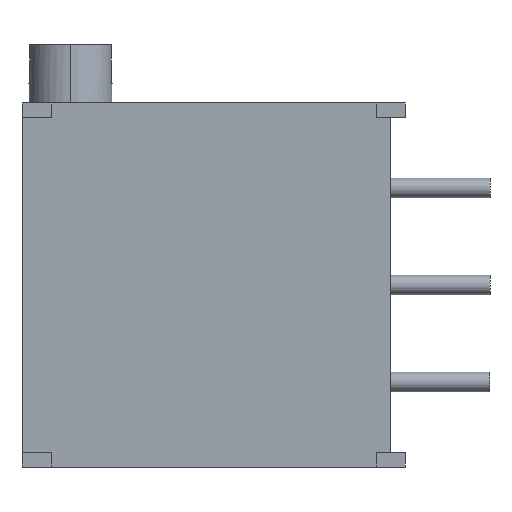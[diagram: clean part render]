
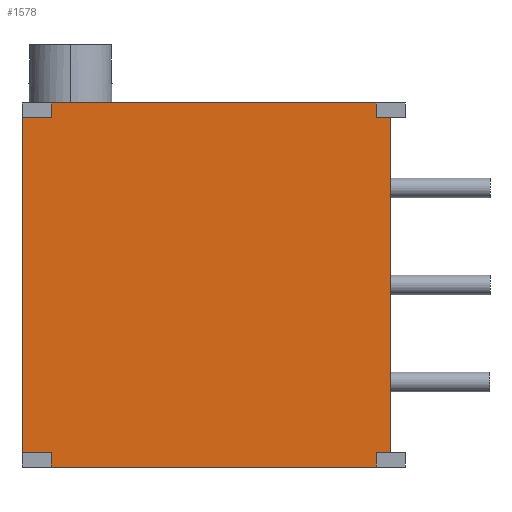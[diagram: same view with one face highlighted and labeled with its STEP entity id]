
A CAD part, left-side view. The second image highlights one B-rep face of the part: STEP entity #1578.
In plain terms, the highlighted planar face has unit normal (-1, 0, 0).
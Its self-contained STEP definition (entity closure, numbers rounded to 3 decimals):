
#7 = EDGE_CURVE ( 'NONE', #919, #378, #339, .T. ) ;
#26 = VECTOR ( 'NONE', #1125, 1000. ) ;
#64 = EDGE_CURVE ( 'NONE', #918, #91, #1413, .T. ) ;
#74 = ORIENTED_EDGE ( 'NONE', *, *, #1550, .F. ) ;
#91 = VERTEX_POINT ( 'NONE', #1019 ) ;
#97 = AXIS2_PLACEMENT_3D ( 'NONE', #1518, #757, #1645 ) ;
#102 = CARTESIAN_POINT ( 'NONE',  ( -4.45, 0., 0. ) ) ;
#136 = VERTEX_POINT ( 'NONE', #646 ) ;
#147 = EDGE_CURVE ( 'NONE', #1100, #1063, #1314, .T. ) ;
#155 = VECTOR ( 'NONE', #1501, 1000. ) ;
#187 = VERTEX_POINT ( 'NONE', #863 ) ;
#215 = VECTOR ( 'NONE', #370, 1000. ) ;
#219 = CARTESIAN_POINT ( 'NONE',  ( -4.45, 0.38, -0.38 ) ) ;
#228 = CARTESIAN_POINT ( 'NONE',  ( -4.45, 9.27, 0. ) ) ;
#233 = CARTESIAN_POINT ( 'NONE',  ( -4.45, 9.27, 0. ) ) ;
#282 = ORIENTED_EDGE ( 'NONE', *, *, #1587, .T. ) ;
#309 = CARTESIAN_POINT ( 'NONE',  ( -4.45, 0.76, -9.15 ) ) ;
#326 = VECTOR ( 'NONE', #1375, 1000. ) ;
#327 = EDGE_CURVE ( 'NONE', #1440, #378, #590, .T. ) ;
#333 = DIRECTION ( 'NONE',  ( 0., 1., 0. ) ) ;
#339 = LINE ( 'NONE', #102, #1659 ) ;
#348 = CARTESIAN_POINT ( 'NONE',  ( -4.45, 0.38, -9.15 ) ) ;
#354 = EDGE_CURVE ( 'NONE', #136, #91, #1225, .T. ) ;
#370 = DIRECTION ( 'NONE',  ( 0., 0., -1. ) ) ;
#378 = VERTEX_POINT ( 'NONE', #1577 ) ;
#381 = LINE ( 'NONE', #1231, #26 ) ;
#401 = ORIENTED_EDGE ( 'NONE', *, *, #64, .T. ) ;
#416 = VECTOR ( 'NONE', #1525, 1000. ) ;
#441 = LINE ( 'NONE', #233, #1086 ) ;
#460 = VERTEX_POINT ( 'NONE', #348 ) ;
#528 = LINE ( 'NONE', #228, #215 ) ;
#529 = EDGE_CURVE ( 'NONE', #136, #187, #1393, .T. ) ;
#546 = VECTOR ( 'NONE', #333, 1000. ) ;
#549 = VECTOR ( 'NONE', #1320, 1000. ) ;
#590 = LINE ( 'NONE', #1193, #549 ) ;
#622 = CARTESIAN_POINT ( 'NONE',  ( -4.45, 9.27, -9.53 ) ) ;
#646 = CARTESIAN_POINT ( 'NONE',  ( -4.45, 10.03, -9.15 ) ) ;
#650 = VECTOR ( 'NONE', #1104, 1000. ) ;
#682 = ORIENTED_EDGE ( 'NONE', *, *, #354, .F. ) ;
#742 = DIRECTION ( 'NONE',  ( 0., -1., 0. ) ) ;
#757 = DIRECTION ( 'NONE',  ( -1., 0., 0. ) ) ;
#768 = CARTESIAN_POINT ( 'NONE',  ( -4.45, 0., -0.38 ) ) ;
#783 = ORIENTED_EDGE ( 'NONE', *, *, #529, .T. ) ;
#786 = EDGE_CURVE ( 'NONE', #1100, #1216, #381, .T. ) ;
#788 = LINE ( 'NONE', #1647, #1472 ) ;
#792 = VERTEX_POINT ( 'NONE', #219 ) ;
#812 = CARTESIAN_POINT ( 'NONE',  ( -4.45, 0.76, -0.38 ) ) ;
#813 = EDGE_CURVE ( 'NONE', #792, #1440, #788, .T. ) ;
#842 = VECTOR ( 'NONE', #1071, 1000. ) ;
#863 = CARTESIAN_POINT ( 'NONE',  ( -4.45, 9.27, -9.15 ) ) ;
#887 = DIRECTION ( 'NONE',  ( 0., 1., 0. ) ) ;
#892 = CARTESIAN_POINT ( 'NONE',  ( -4.45, 9.27, 0. ) ) ;
#918 = VERTEX_POINT ( 'NONE', #1407 ) ;
#919 = VERTEX_POINT ( 'NONE', #892 ) ;
#936 = ORIENTED_EDGE ( 'NONE', *, *, #147, .T. ) ;
#992 = CARTESIAN_POINT ( 'NONE',  ( -4.45, 0., -9.15 ) ) ;
#1008 = PLANE ( 'NONE',  #97 ) ;
#1017 = ORIENTED_EDGE ( 'NONE', *, *, #1283, .T. ) ;
#1019 = CARTESIAN_POINT ( 'NONE',  ( -4.45, 10.03, -0.38 ) ) ;
#1020 = ORIENTED_EDGE ( 'NONE', *, *, #813, .T. ) ;
#1063 = VERTEX_POINT ( 'NONE', #309 ) ;
#1071 = DIRECTION ( 'NONE',  ( 0., 0., 1. ) ) ;
#1086 = VECTOR ( 'NONE', #1276, 1000. ) ;
#1089 = CARTESIAN_POINT ( 'NONE',  ( -4.45, 0.76, -9.53 ) ) ;
#1100 = VERTEX_POINT ( 'NONE', #1089 ) ;
#1104 = DIRECTION ( 'NONE',  ( 0., 0., 1. ) ) ;
#1114 = CARTESIAN_POINT ( 'NONE',  ( -4.45, 0.38, -9.15 ) ) ;
#1125 = DIRECTION ( 'NONE',  ( 0., 1., 0. ) ) ;
#1130 = EDGE_CURVE ( 'NONE', #460, #1063, #1224, .T. ) ;
#1174 = ORIENTED_EDGE ( 'NONE', *, *, #1130, .F. ) ;
#1179 = ORIENTED_EDGE ( 'NONE', *, *, #786, .F. ) ;
#1193 = CARTESIAN_POINT ( 'NONE',  ( -4.45, 0.76, 0. ) ) ;
#1216 = VERTEX_POINT ( 'NONE', #622 ) ;
#1221 = ORIENTED_EDGE ( 'NONE', *, *, #327, .T. ) ;
#1223 = LINE ( 'NONE', #1114, #155 ) ;
#1224 = LINE ( 'NONE', #1601, #546 ) ;
#1225 = LINE ( 'NONE', #1454, #842 ) ;
#1231 = CARTESIAN_POINT ( 'NONE',  ( -4.45, 10.03, -9.53 ) ) ;
#1242 = FACE_OUTER_BOUND ( 'NONE', #1571, .T. ) ;
#1276 = DIRECTION ( 'NONE',  ( 0., 0., -1. ) ) ;
#1283 = EDGE_CURVE ( 'NONE', #187, #1216, #528, .T. ) ;
#1314 = LINE ( 'NONE', #1602, #650 ) ;
#1320 = DIRECTION ( 'NONE',  ( 0., 0., 1. ) ) ;
#1355 = ORIENTED_EDGE ( 'NONE', *, *, #7, .F. ) ;
#1375 = DIRECTION ( 'NONE',  ( 0., -1., 0. ) ) ;
#1393 = LINE ( 'NONE', #992, #326 ) ;
#1407 = CARTESIAN_POINT ( 'NONE',  ( -4.45, 9.27, -0.38 ) ) ;
#1413 = LINE ( 'NONE', #768, #416 ) ;
#1440 = VERTEX_POINT ( 'NONE', #812 ) ;
#1454 = CARTESIAN_POINT ( 'NONE',  ( -4.45, 10.03, 0. ) ) ;
#1472 = VECTOR ( 'NONE', #887, 1000. ) ;
#1501 = DIRECTION ( 'NONE',  ( 0., 0., -1. ) ) ;
#1518 = CARTESIAN_POINT ( 'NONE',  ( -4.45, 0., 0. ) ) ;
#1525 = DIRECTION ( 'NONE',  ( 0., 1., 0. ) ) ;
#1550 = EDGE_CURVE ( 'NONE', #792, #460, #1223, .T. ) ;
#1571 = EDGE_LOOP ( 'NONE', ( #1221, #1355, #282, #401, #682, #783, #1017, #1179, #936, #1174, #74, #1020 ) ) ;
#1577 = CARTESIAN_POINT ( 'NONE',  ( -4.45, 0.76, 0. ) ) ;
#1578 = ADVANCED_FACE ( 'NONE', ( #1242 ), #1008, .T. ) ;
#1587 = EDGE_CURVE ( 'NONE', #919, #918, #441, .T. ) ;
#1601 = CARTESIAN_POINT ( 'NONE',  ( -4.45, 0., -9.15 ) ) ;
#1602 = CARTESIAN_POINT ( 'NONE',  ( -4.45, 0.76, 0. ) ) ;
#1645 = DIRECTION ( 'NONE',  ( 0., 0., 1. ) ) ;
#1647 = CARTESIAN_POINT ( 'NONE',  ( -4.45, 0., -0.38 ) ) ;
#1659 = VECTOR ( 'NONE', #742, 1000. ) ;
